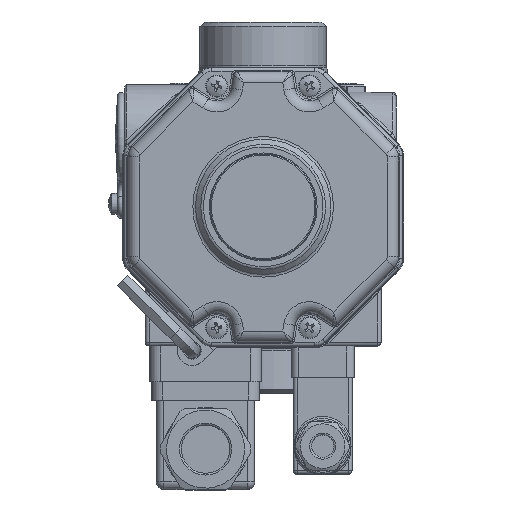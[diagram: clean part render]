
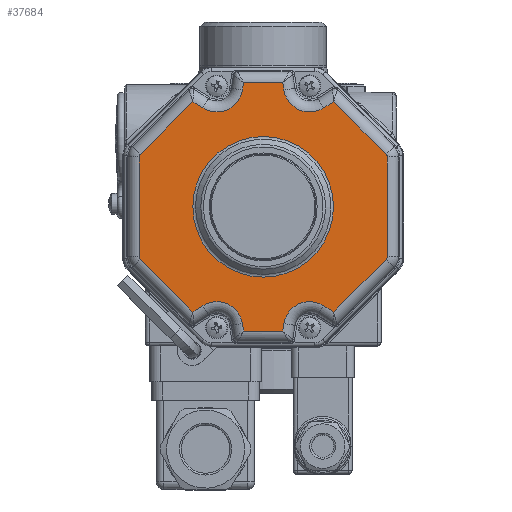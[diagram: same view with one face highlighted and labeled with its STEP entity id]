
A CAD part, top view. The second image highlights one B-rep face of the part: STEP entity #37684.
In plain terms, the highlighted face is planar.
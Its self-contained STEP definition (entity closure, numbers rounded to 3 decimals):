
#1567=PLANE('',#49490);
#3846=CIRCLE('',#49357,1.);
#3851=CIRCLE('',#49365,1.);
#3859=CIRCLE('',#49378,7.);
#3868=CIRCLE('',#49392,1.);
#3872=CIRCLE('',#49399,7.);
#3876=CIRCLE('',#49404,1.);
#3911=CIRCLE('',#49491,7.);
#3912=CIRCLE('',#49492,7.);
#3913=CIRCLE('',#49493,18.914);
#13594=ORIENTED_EDGE('',*,*,#19933,.T.);
#13595=ORIENTED_EDGE('',*,*,#20112,.T.);
#13596=ORIENTED_EDGE('',*,*,#19923,.T.);
#13597=ORIENTED_EDGE('',*,*,#19919,.T.);
#13598=ORIENTED_EDGE('',*,*,#19925,.T.);
#13599=ORIENTED_EDGE('',*,*,#19928,.T.);
#13600=ORIENTED_EDGE('',*,*,#19935,.T.);
#13601=ORIENTED_EDGE('',*,*,#19940,.T.);
#13602=ORIENTED_EDGE('',*,*,#19950,.T.);
#13603=ORIENTED_EDGE('',*,*,#19956,.T.);
#13604=ORIENTED_EDGE('',*,*,#19959,.T.);
#13605=ORIENTED_EDGE('',*,*,#19970,.T.);
#13606=ORIENTED_EDGE('',*,*,#19981,.T.);
#13607=ORIENTED_EDGE('',*,*,#19987,.T.);
#13608=ORIENTED_EDGE('',*,*,#19993,.T.);
#13609=ORIENTED_EDGE('',*,*,#19997,.T.);
#13610=ORIENTED_EDGE('',*,*,#19991,.T.);
#13611=ORIENTED_EDGE('',*,*,#19985,.T.);
#13612=ORIENTED_EDGE('',*,*,#19979,.T.);
#13613=ORIENTED_EDGE('',*,*,#19974,.T.);
#13614=ORIENTED_EDGE('',*,*,#19964,.T.);
#13615=ORIENTED_EDGE('',*,*,#20113,.T.);
#13616=ORIENTED_EDGE('',*,*,#19954,.T.);
#13617=ORIENTED_EDGE('',*,*,#19944,.T.);
#13618=ORIENTED_EDGE('',*,*,#20114,.T.);
#19919=EDGE_CURVE('',#23761,#23763,#26269,.T.);
#19923=EDGE_CURVE('',#23764,#23761,#26272,.T.);
#19925=EDGE_CURVE('',#23763,#23767,#3846,.T.);
#19928=EDGE_CURVE('',#23767,#23769,#26273,.T.);
#19933=EDGE_CURVE('',#23770,#23773,#26276,.T.);
#19935=EDGE_CURVE('',#23769,#23775,#3851,.T.);
#19940=EDGE_CURVE('',#23775,#23778,#26277,.T.);
#19944=EDGE_CURVE('',#23779,#23770,#26280,.T.);
#19950=EDGE_CURVE('',#23778,#23784,#26281,.T.);
#19954=EDGE_CURVE('',#23785,#23779,#26284,.T.);
#19956=EDGE_CURVE('',#23784,#23788,#3859,.T.);
#19959=EDGE_CURVE('',#23788,#23790,#26285,.T.);
#19964=EDGE_CURVE('',#23791,#23794,#26288,.T.);
#19970=EDGE_CURVE('',#23790,#23798,#26289,.T.);
#19974=EDGE_CURVE('',#23799,#23791,#26292,.T.);
#19979=EDGE_CURVE('',#23802,#23799,#3868,.T.);
#19981=EDGE_CURVE('',#23798,#23805,#26293,.T.);
#19985=EDGE_CURVE('',#23806,#23802,#26296,.T.);
#19987=EDGE_CURVE('',#23805,#23809,#3872,.T.);
#19991=EDGE_CURVE('',#23810,#23806,#3876,.T.);
#19993=EDGE_CURVE('',#23809,#23813,#26297,.T.);
#19997=EDGE_CURVE('',#23813,#23810,#26300,.T.);
#20112=EDGE_CURVE('',#23773,#23764,#3911,.T.);
#20113=EDGE_CURVE('',#23794,#23785,#3912,.T.);
#20114=EDGE_CURVE('',#23877,#23877,#3913,.T.);
#23761=VERTEX_POINT('',#78748);
#23763=VERTEX_POINT('',#78767);
#23764=VERTEX_POINT('',#78772);
#23767=VERTEX_POINT('',#78779);
#23769=VERTEX_POINT('',#78785);
#23770=VERTEX_POINT('',#78804);
#23773=VERTEX_POINT('',#78809);
#23775=VERTEX_POINT('',#78814);
#23778=VERTEX_POINT('',#78893);
#23779=VERTEX_POINT('',#78912);
#23784=VERTEX_POINT('',#79031);
#23785=VERTEX_POINT('',#79036);
#23788=VERTEX_POINT('',#79043);
#23790=VERTEX_POINT('',#79063);
#23791=VERTEX_POINT('',#79082);
#23794=VERTEX_POINT('',#79087);
#23798=VERTEX_POINT('',#79218);
#23799=VERTEX_POINT('',#79223);
#23802=VERTEX_POINT('',#79288);
#23805=VERTEX_POINT('',#79295);
#23806=VERTEX_POINT('',#79300);
#23809=VERTEX_POINT('',#79307);
#23810=VERTEX_POINT('',#79312);
#23813=VERTEX_POINT('',#79333);
#23877=VERTEX_POINT('',#79620);
#26269=LINE('',#78768,#28613);
#26272=LINE('',#78775,#28616);
#26273=LINE('',#78786,#28617);
#26276=LINE('',#78810,#28620);
#26277=LINE('',#78894,#28621);
#26280=LINE('',#78915,#28624);
#26281=LINE('',#79032,#28625);
#26284=LINE('',#79039,#28628);
#26285=LINE('',#79064,#28629);
#26288=LINE('',#79088,#28632);
#26289=LINE('',#79219,#28633);
#26292=LINE('',#79226,#28636);
#26293=LINE('',#79296,#28637);
#26296=LINE('',#79303,#28640);
#26297=LINE('',#79334,#28641);
#26300=LINE('',#79354,#28644);
#28613=VECTOR('',#59656,1000.);
#28616=VECTOR('',#59663,1000.);
#28617=VECTOR('',#59676,1000.);
#28620=VECTOR('',#59683,1000.);
#28621=VECTOR('',#59696,1000.);
#28624=VECTOR('',#59701,1000.);
#28625=VECTOR('',#59710,1000.);
#28628=VECTOR('',#59717,1000.);
#28629=VECTOR('',#59728,1000.);
#28632=VECTOR('',#59735,1000.);
#28633=VECTOR('',#59742,1000.);
#28636=VECTOR('',#59749,1000.);
#28637=VECTOR('',#59764,1000.);
#28640=VECTOR('',#59771,1000.);
#28641=VECTOR('',#59790,1000.);
#28644=VECTOR('',#59795,1000.);
#31373=EDGE_LOOP('',(#13594,#13595,#13596,#13597,#13598,#13599,#13600,#13601,
#13602,#13603,#13604,#13605,#13606,#13607,#13608,#13609,#13610,#13611,#13612,
#13613,#13614,#13615,#13616,#13617));
#31374=EDGE_LOOP('',(#13618));
#34232=FACE_BOUND('',#31373,.T.);
#34233=FACE_BOUND('',#31374,.T.);
#37684=ADVANCED_FACE('',(#34232,#34233),#1567,.T.);
#49357=AXIS2_PLACEMENT_3D('',#78780,#59668,#59669);
#49365=AXIS2_PLACEMENT_3D('',#78815,#59688,#59689);
#49378=AXIS2_PLACEMENT_3D('',#79044,#59722,#59723);
#49392=AXIS2_PLACEMENT_3D('',#79291,#59758,#59759);
#49399=AXIS2_PLACEMENT_3D('',#79308,#59776,#59777);
#49404=AXIS2_PLACEMENT_3D('',#79315,#59786,#59787);
#49490=AXIS2_PLACEMENT_3D('',#79616,#60042,#60043);
#49491=AXIS2_PLACEMENT_3D('',#79617,#60044,#60045);
#49492=AXIS2_PLACEMENT_3D('',#79618,#60046,#60047);
#49493=AXIS2_PLACEMENT_3D('',#79619,#60048,#60049);
#59656=DIRECTION('',(-0.707,0.,0.707));
#59663=DIRECTION('',(-0.844,0.,-0.536));
#59668=DIRECTION('',(0.,1.,0.));
#59669=DIRECTION('',(0.,0.,1.));
#59676=DIRECTION('',(0.,0.,1.));
#59683=DIRECTION('',(-0.156,0.,0.988));
#59688=DIRECTION('',(0.,1.,0.));
#59689=DIRECTION('',(0.,0.,1.));
#59696=DIRECTION('',(0.707,0.,0.707));
#59701=DIRECTION('',(-1.,0.,0.));
#59710=DIRECTION('',(0.844,0.,-0.536));
#59717=DIRECTION('',(-0.156,0.,-0.988));
#59722=DIRECTION('',(0.,-1.,0.));
#59723=DIRECTION('',(0.,0.,1.));
#59728=DIRECTION('',(0.156,0.,0.988));
#59735=DIRECTION('',(-0.844,0.,0.536));
#59742=DIRECTION('',(1.,0.,0.));
#59749=DIRECTION('',(-0.707,0.,-0.707));
#59758=DIRECTION('',(0.,1.,0.));
#59759=DIRECTION('',(0.,0.,1.));
#59764=DIRECTION('',(0.156,0.,-0.988));
#59771=DIRECTION('',(0.,0.,-1.));
#59776=DIRECTION('',(0.,-1.,0.));
#59777=DIRECTION('',(0.,0.,1.));
#59786=DIRECTION('',(0.,1.,0.));
#59787=DIRECTION('',(0.,0.,1.));
#59790=DIRECTION('',(0.844,0.,0.536));
#59795=DIRECTION('',(0.707,0.,-0.707));
#60042=DIRECTION('',(0.,1.,0.));
#60043=DIRECTION('',(0.,0.,1.));
#60044=DIRECTION('',(0.,-1.,0.));
#60045=DIRECTION('',(0.,0.,1.));
#60046=DIRECTION('',(0.,-1.,0.));
#60047=DIRECTION('',(0.,0.,1.));
#60048=DIRECTION('',(0.,-1.,0.));
#60049=DIRECTION('',(0.,0.,1.));
#78748=CARTESIAN_POINT('',(-18.939,26.,-28.296));
#78767=CARTESIAN_POINT('',(-33.107,26.,-14.128));
#78768=CARTESIAN_POINT('',(-33.107,26.,-14.128));
#78772=CARTESIAN_POINT('',(-16.251,26.,-26.59));
#78775=CARTESIAN_POINT('',(-20.292,26.,-29.154));
#78779=CARTESIAN_POINT('',(-33.4,26.,-13.421));
#78780=CARTESIAN_POINT('',(-32.4,26.,-13.421));
#78785=CARTESIAN_POINT('',(-33.4,26.,13.421));
#78786=CARTESIAN_POINT('',(-33.4,26.,13.421));
#78804=CARTESIAN_POINT('',(-5.27,26.,-33.4));
#78809=CARTESIAN_POINT('',(-5.586,26.,-31.405));
#78810=CARTESIAN_POINT('',(-10.302,26.,-1.632));
#78814=CARTESIAN_POINT('',(-33.107,26.,14.128));
#78815=CARTESIAN_POINT('',(-32.4,26.,13.421));
#78893=CARTESIAN_POINT('',(-18.939,26.,28.296));
#78894=CARTESIAN_POINT('',(-17.806,26.,29.429));
#78912=CARTESIAN_POINT('',(5.27,26.,-33.4));
#78915=CARTESIAN_POINT('',(-6.978,26.,-33.4));
#79031=CARTESIAN_POINT('',(-16.251,26.,26.59));
#79032=CARTESIAN_POINT('',(7.364,26.,11.603));
#79036=CARTESIAN_POINT('',(5.586,26.,-31.405));
#79039=CARTESIAN_POINT('',(5.003,26.,-35.087));
#79043=CARTESIAN_POINT('',(-5.586,26.,31.405));
#79044=CARTESIAN_POINT('',(-12.5,26.,32.5));
#79063=CARTESIAN_POINT('',(-5.27,26.,33.4));
#79064=CARTESIAN_POINT('',(-5.003,26.,35.087));
#79082=CARTESIAN_POINT('',(18.939,26.,-28.296));
#79087=CARTESIAN_POINT('',(16.251,26.,-26.59));
#79088=CARTESIAN_POINT('',(-7.364,26.,-11.603));
#79218=CARTESIAN_POINT('',(5.27,26.,33.4));
#79219=CARTESIAN_POINT('',(6.978,26.,33.4));
#79223=CARTESIAN_POINT('',(33.107,26.,-14.128));
#79226=CARTESIAN_POINT('',(17.806,26.,-29.429));
#79288=CARTESIAN_POINT('',(33.4,26.,-13.421));
#79291=CARTESIAN_POINT('',(32.4,26.,-13.421));
#79295=CARTESIAN_POINT('',(5.586,26.,31.405));
#79296=CARTESIAN_POINT('',(10.302,26.,1.632));
#79300=CARTESIAN_POINT('',(33.4,26.,13.421));
#79303=CARTESIAN_POINT('',(33.4,26.,-13.421));
#79307=CARTESIAN_POINT('',(16.251,26.,26.59));
#79308=CARTESIAN_POINT('',(12.5,26.,32.5));
#79312=CARTESIAN_POINT('',(33.107,26.,14.128));
#79315=CARTESIAN_POINT('',(32.4,26.,13.421));
#79333=CARTESIAN_POINT('',(18.939,26.,28.296));
#79334=CARTESIAN_POINT('',(20.292,26.,29.154));
#79354=CARTESIAN_POINT('',(33.107,26.,14.128));
#79616=CARTESIAN_POINT('',(0.,26.,0.));
#79617=CARTESIAN_POINT('',(-12.5,26.,-32.5));
#79618=CARTESIAN_POINT('',(12.5,26.,-32.5));
#79619=CARTESIAN_POINT('',(0.,26.,0.));
#79620=CARTESIAN_POINT('',(0.,26.,18.914));
